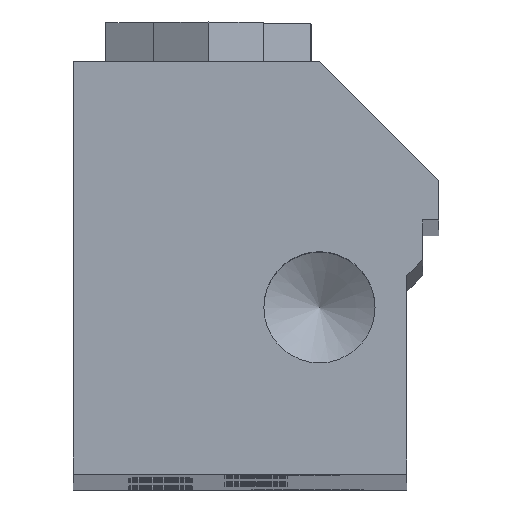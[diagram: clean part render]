
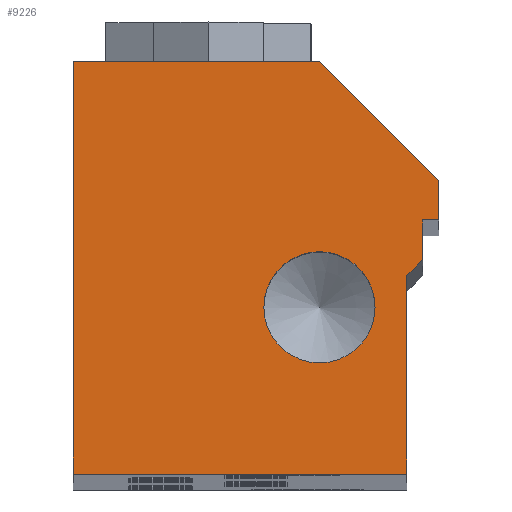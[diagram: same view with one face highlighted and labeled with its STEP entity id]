
A CAD part, top view. The second image highlights one B-rep face of the part: STEP entity #9226.
In plain terms, the highlighted planar face has unit normal (0, 0, 1).
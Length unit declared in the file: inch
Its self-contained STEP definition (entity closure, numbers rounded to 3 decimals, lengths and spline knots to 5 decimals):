
#8465=CARTESIAN_POINT('',(0.72962,0.73151,18.0));
#8466=VERTEX_POINT('',#8465);
#8467=CARTESIAN_POINT('',(0.51087,0.73151,18.0));
#8468=DIRECTION('',(0.0,0.0,-1.0));
#8469=DIRECTION('',(1.0,0.0,0.0));
#8470=AXIS2_PLACEMENT_3D('',#8467,#8468,#8469);
#8471=CIRCLE('',#8470,0.21875);
#8472=EDGE_CURVE('',#8466,#8466,#8471,.T.);
#8605=CARTESIAN_POINT('',(-0.45788,0.07526,18.0));
#8606=VERTEX_POINT('',#8605);
#8607=CARTESIAN_POINT('',(-0.45788,1.70026,18.0));
#8608=VERTEX_POINT('',#8607);
#8609=CARTESIAN_POINT('',(-0.45788,0.07526,18.0));
#8610=DIRECTION('',(0.0,1.0,0.0));
#8611=VECTOR('',#8610,1.625);
#8612=LINE('',#8609,#8611);
#8613=EDGE_CURVE('',#8606,#8608,#8612,.T.);
#8636=CARTESIAN_POINT('',(0.51137,1.70026,18.0));
#8637=VERTEX_POINT('',#8636);
#8638=CARTESIAN_POINT('',(-0.45788,1.70026,18.0));
#8639=DIRECTION('',(1.0,0.0,0.0));
#8640=VECTOR('',#8639,0.96925);
#8641=LINE('',#8638,#8640);
#8642=EDGE_CURVE('',#8608,#8637,#8641,.T.);
#8940=CARTESIAN_POINT('',(0.98012,1.23151,18.0));
#8941=VERTEX_POINT('',#8940);
#8942=CARTESIAN_POINT('',(0.51137,1.70026,18.0));
#8943=DIRECTION('',(0.707,-0.707,0.0));
#8944=VECTOR('',#8943,0.66291);
#8945=LINE('',#8942,#8944);
#8946=EDGE_CURVE('',#8637,#8941,#8945,.T.);
#8964=CARTESIAN_POINT('',(0.98012,1.07526,18.0));
#8965=VERTEX_POINT('',#8964);
#8966=CARTESIAN_POINT('',(0.98012,1.23151,18.0));
#8967=DIRECTION('',(0.0,-1.0,0.0));
#8968=VECTOR('',#8967,0.15625);
#8969=LINE('',#8966,#8968);
#8970=EDGE_CURVE('',#8941,#8965,#8969,.T.);
#8988=CARTESIAN_POINT('',(0.91712,1.07526,18.0));
#8989=VERTEX_POINT('',#8988);
#8990=CARTESIAN_POINT('',(0.98012,1.07526,18.0));
#8991=DIRECTION('',(-1.0,0.0,0.0));
#8992=VECTOR('',#8991,0.063);
#8993=LINE('',#8990,#8992);
#8994=EDGE_CURVE('',#8965,#8989,#8993,.T.);
#9012=CARTESIAN_POINT('',(0.91712,0.91901,18.0));
#9013=VERTEX_POINT('',#9012);
#9014=CARTESIAN_POINT('',(0.91712,1.07526,18.0));
#9015=DIRECTION('',(0.0,-1.0,0.0));
#9016=VECTOR('',#9015,0.15625);
#9017=LINE('',#9014,#9016);
#9018=EDGE_CURVE('',#8989,#9013,#9017,.T.);
#9036=CARTESIAN_POINT('',(0.85462,0.85651,18.0));
#9037=VERTEX_POINT('',#9036);
#9038=CARTESIAN_POINT('',(0.91712,0.91901,18.0));
#9039=DIRECTION('',(-0.707,-0.707,0.0));
#9040=VECTOR('',#9039,0.08839);
#9041=LINE('',#9038,#9040);
#9042=EDGE_CURVE('',#9013,#9037,#9041,.T.);
#9060=CARTESIAN_POINT('',(0.85462,0.07526,18.0));
#9061=VERTEX_POINT('',#9060);
#9062=CARTESIAN_POINT('',(0.85462,0.85651,18.0));
#9063=DIRECTION('',(0.0,-1.0,0.0));
#9064=VECTOR('',#9063,0.78125);
#9065=LINE('',#9062,#9064);
#9066=EDGE_CURVE('',#9037,#9061,#9065,.T.);
#9084=CARTESIAN_POINT('',(0.85462,0.07526,18.0));
#9085=DIRECTION('',(-1.0,0.0,0.0));
#9086=VECTOR('',#9085,1.3125);
#9087=LINE('',#9084,#9086);
#9088=EDGE_CURVE('',#9061,#8606,#9087,.T.);
#9207=CARTESIAN_POINT('',(0.19584,0.86114,18.0));
#9208=DIRECTION('',(0.0,0.0,1.0));
#9209=DIRECTION('',(1.0,0.0,0.0));
#9210=AXIS2_PLACEMENT_3D('',#9207,#9208,#9209);
#9211=PLANE('',#9210);
#9212=ORIENTED_EDGE('',*,*,#8613,.F.);
#9213=ORIENTED_EDGE('',*,*,#9088,.F.);
#9214=ORIENTED_EDGE('',*,*,#9066,.F.);
#9215=ORIENTED_EDGE('',*,*,#9042,.F.);
#9216=ORIENTED_EDGE('',*,*,#9018,.F.);
#9217=ORIENTED_EDGE('',*,*,#8994,.F.);
#9218=ORIENTED_EDGE('',*,*,#8970,.F.);
#9219=ORIENTED_EDGE('',*,*,#8946,.F.);
#9220=ORIENTED_EDGE('',*,*,#8642,.F.);
#9221=EDGE_LOOP('',(#9212,#9213,#9214,#9215,#9216,#9217,#9218,#9219,#9220));
#9222=FACE_OUTER_BOUND('',#9221,.T.);
#9223=ORIENTED_EDGE('',*,*,#8472,.T.);
#9224=EDGE_LOOP('',(#9223));
#9225=FACE_BOUND('',#9224,.T.);
#9226=ADVANCED_FACE('',(#9222,#9225),#9211,.T.);
